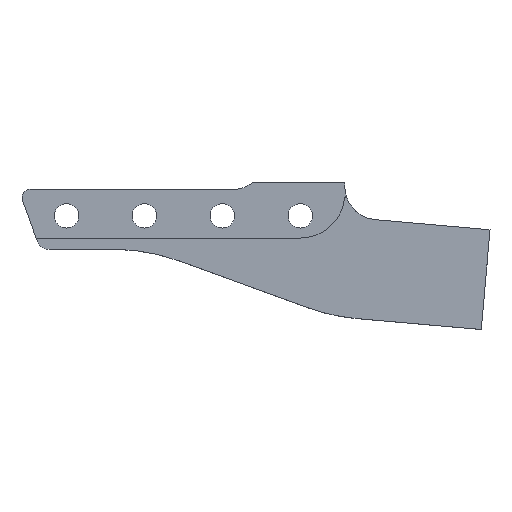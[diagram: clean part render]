
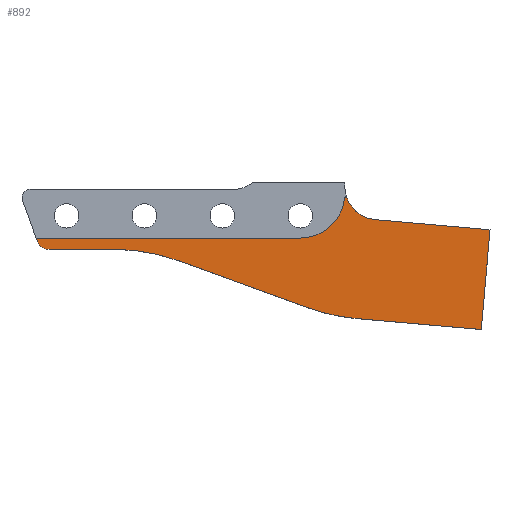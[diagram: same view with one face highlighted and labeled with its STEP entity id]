
A CAD part, top view. The second image highlights one B-rep face of the part: STEP entity #892.
In plain terms, the highlighted planar face has unit normal (0, 0, 1).
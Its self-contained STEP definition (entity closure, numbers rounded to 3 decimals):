
#8 = ORIENTED_EDGE ( 'NONE', *, *, #194, .T. ) ;
#13 = ORIENTED_EDGE ( 'NONE', *, *, #395, .F. ) ;
#27 = VERTEX_POINT ( 'NONE', #1256 ) ;
#41 = DIRECTION ( 'NONE',  ( 0., 0., 1. ) ) ;
#44 = ORIENTED_EDGE ( 'NONE', *, *, #370, .T. ) ;
#48 = DIRECTION ( 'NONE',  ( 0., 0., -1. ) ) ;
#50 = ORIENTED_EDGE ( 'NONE', *, *, #565, .T. ) ;
#54 = VECTOR ( 'NONE', #1096, 1000. ) ;
#59 = CARTESIAN_POINT ( 'NONE',  ( 19.962, -6.782, 6. ) ) ;
#65 = DIRECTION ( 'NONE',  ( 1., 0., 0. ) ) ;
#75 = DIRECTION ( 'NONE',  ( 1., 0., 0. ) ) ;
#99 = EDGE_CURVE ( 'NONE', #340, #1002, #577, .T. ) ;
#113 = EDGE_CURVE ( 'NONE', #252, #340, #1075, .T. ) ;
#119 = PLANE ( 'NONE',  #304 ) ;
#132 = CARTESIAN_POINT ( 'NONE',  ( 0., -16., 6. ) ) ;
#138 = VECTOR ( 'NONE', #1141, 1000. ) ;
#157 = VERTEX_POINT ( 'NONE', #541 ) ;
#179 = LINE ( 'NONE', #351, #138 ) ;
#194 = EDGE_CURVE ( 'NONE', #251, #998, #664, .T. ) ;
#197 = LINE ( 'NONE', #879, #849 ) ;
#216 = VECTOR ( 'NONE', #524, 1000. ) ;
#218 = DIRECTION ( 'NONE',  ( -0.94, 0.342, 0. ) ) ;
#232 = FACE_OUTER_BOUND ( 'NONE', #844, .T. ) ;
#235 = VECTOR ( 'NONE', #275, 1000. ) ;
#243 = DIRECTION ( 'NONE',  ( 1., 0., 0. ) ) ;
#251 = VERTEX_POINT ( 'NONE', #1165 ) ;
#252 = VERTEX_POINT ( 'NONE', #665 ) ;
#261 = CIRCLE ( 'NONE', #317, 2. ) ;
#274 = LINE ( 'NONE', #1239, #952 ) ;
#275 = DIRECTION ( 'NONE',  ( 0.087, 0.996, 0. ) ) ;
#293 = DIRECTION ( 'NONE',  ( -0.996, 0.087, 0. ) ) ;
#301 = CIRCLE ( 'NONE', #631, 35. ) ;
#304 = AXIS2_PLACEMENT_3D ( 'NONE', #934, #919, #811 ) ;
#314 = LINE ( 'NONE', #1102, #1195 ) ;
#317 = AXIS2_PLACEMENT_3D ( 'NONE', #981, #393, #997 ) ;
#336 = CARTESIAN_POINT ( 'NONE',  ( 12., -14., 6. ) ) ;
#338 = CARTESIAN_POINT ( 'NONE',  ( 26., -4.717, 6. ) ) ;
#340 = VERTEX_POINT ( 'NONE', #746 ) ;
#347 = EDGE_CURVE ( 'NONE', #930, #1002, #942, .T. ) ;
#351 = CARTESIAN_POINT ( 'NONE',  ( -35.809, -13.034, 6. ) ) ;
#370 = EDGE_CURVE ( 'NONE', #157, #820, #1272, .T. ) ;
#383 = AXIS2_PLACEMENT_3D ( 'NONE', #1043, #647, #65 ) ;
#391 = CARTESIAN_POINT ( 'NONE',  ( 12., -14., 6. ) ) ;
#393 = DIRECTION ( 'NONE',  ( 0., 0., 1. ) ) ;
#395 = EDGE_CURVE ( 'NONE', #157, #460, #620, .T. ) ;
#427 = EDGE_CURVE ( 'NONE', #251, #1064, #274, .T. ) ;
#451 = ORIENTED_EDGE ( 'NONE', *, *, #347, .F. ) ;
#456 = CARTESIAN_POINT ( 'NONE',  ( -21.73, -51., 6. ) ) ;
#460 = VERTEX_POINT ( 'NONE', #1042 ) ;
#462 = DIRECTION ( 'NONE',  ( 1., 0., 0. ) ) ;
#475 = AXIS2_PLACEMENT_3D ( 'NONE', #1058, #41, #243 ) ;
#489 = LINE ( 'NONE', #391, #54 ) ;
#515 = EDGE_CURVE ( 'NONE', #781, #1064, #301, .T. ) ;
#524 = DIRECTION ( 'NONE',  ( -1., 0., 0. ) ) ;
#541 = CARTESIAN_POINT ( 'NONE',  ( -21.73, -16., 6. ) ) ;
#565 = EDGE_CURVE ( 'NONE', #27, #812, #179, .T. ) ;
#567 = CARTESIAN_POINT ( 'NONE',  ( 22.21, -28.478, 6. ) ) ;
#577 = CIRCLE ( 'NONE', #475, 0.2 ) ;
#586 = EDGE_CURVE ( 'NONE', #27, #930, #489, .T. ) ;
#620 = LINE ( 'NONE', #132, #216 ) ;
#631 = AXIS2_PLACEMENT_3D ( 'NONE', #964, #957, #75 ) ;
#647 = DIRECTION ( 'NONE',  ( 0., 0., 1. ) ) ;
#653 = ORIENTED_EDGE ( 'NONE', *, *, #427, .F. ) ;
#660 = EDGE_CURVE ( 'NONE', #998, #252, #197, .T. ) ;
#664 = LINE ( 'NONE', #1088, #235 ) ;
#665 = CARTESIAN_POINT ( 'NONE',  ( 25.477, -10.695, 6. ) ) ;
#713 = AXIS2_PLACEMENT_3D ( 'NONE', #456, #857, #1244 ) ;
#746 = CARTESIAN_POINT ( 'NONE',  ( 20.349, -6.734, 6. ) ) ;
#781 = VERTEX_POINT ( 'NONE', #815 ) ;
#811 = DIRECTION ( 'NONE',  ( 1., 0., 0. ) ) ;
#812 = VERTEX_POINT ( 'NONE', #1025 ) ;
#815 = CARTESIAN_POINT ( 'NONE',  ( 13.29, -26.5, 6. ) ) ;
#820 = VERTEX_POINT ( 'NONE', #1008 ) ;
#842 = ORIENTED_EDGE ( 'NONE', *, *, #898, .F. ) ;
#844 = EDGE_LOOP ( 'NONE', ( #990, #1192, #451, #1113, #50, #921, #13, #44, #842, #923, #653, #8, #1066 ) ) ;
#849 = VECTOR ( 'NONE', #293, 1000. ) ;
#857 = DIRECTION ( 'NONE',  ( 0., 0., -1. ) ) ;
#879 = CARTESIAN_POINT ( 'NONE',  ( -0.735, -8.401, 6. ) ) ;
#892 = ADVANCED_FACE ( 'NONE', ( #232 ), #119, .T. ) ;
#898 = EDGE_CURVE ( 'NONE', #781, #820, #314, .T. ) ;
#919 = DIRECTION ( 'NONE',  ( 0., 0., 1. ) ) ;
#921 = ORIENTED_EDGE ( 'NONE', *, *, #1178, .T. ) ;
#923 = ORIENTED_EDGE ( 'NONE', *, *, #515, .T. ) ;
#930 = VERTEX_POINT ( 'NONE', #336 ) ;
#934 = CARTESIAN_POINT ( 'NONE',  ( 0., 0., 6. ) ) ;
#942 = CIRCLE ( 'NONE', #383, 8. ) ;
#952 = VECTOR ( 'NONE', #1065, 1000. ) ;
#955 = CARTESIAN_POINT ( 'NONE',  ( 46.086, -12.498, 6. ) ) ;
#957 = DIRECTION ( 'NONE',  ( 0., 0., 1. ) ) ;
#964 = CARTESIAN_POINT ( 'NONE',  ( 25.261, 6.389, 6. ) ) ;
#981 = CARTESIAN_POINT ( 'NONE',  ( -33.329, -14., 6. ) ) ;
#990 = ORIENTED_EDGE ( 'NONE', *, *, #113, .T. ) ;
#997 = DIRECTION ( 'NONE',  ( 1., 0., 0. ) ) ;
#998 = VERTEX_POINT ( 'NONE', #955 ) ;
#1002 = VERTEX_POINT ( 'NONE', #59 ) ;
#1008 = CARTESIAN_POINT ( 'NONE',  ( -9.759, -18.111, 6. ) ) ;
#1025 = CARTESIAN_POINT ( 'NONE',  ( -35.209, -14.684, 6. ) ) ;
#1042 = CARTESIAN_POINT ( 'NONE',  ( -33.329, -16., 6. ) ) ;
#1043 = CARTESIAN_POINT ( 'NONE',  ( 12., -6., 6. ) ) ;
#1058 = CARTESIAN_POINT ( 'NONE',  ( 20.161, -6.801, 6. ) ) ;
#1064 = VERTEX_POINT ( 'NONE', #567 ) ;
#1065 = DIRECTION ( 'NONE',  ( -0.996, 0.087, 0. ) ) ;
#1066 = ORIENTED_EDGE ( 'NONE', *, *, #660, .T. ) ;
#1075 = CIRCLE ( 'NONE', #1194, 6. ) ;
#1088 = CARTESIAN_POINT ( 'NONE',  ( 46.821, -4.096, 6. ) ) ;
#1096 = DIRECTION ( 'NONE',  ( 1., 0., 0. ) ) ;
#1102 = CARTESIAN_POINT ( 'NONE',  ( -6.962, -19.129, 6. ) ) ;
#1113 = ORIENTED_EDGE ( 'NONE', *, *, #586, .F. ) ;
#1141 = DIRECTION ( 'NONE',  ( 0.342, -0.94, 0. ) ) ;
#1165 = CARTESIAN_POINT ( 'NONE',  ( 44.517, -30.429, 6. ) ) ;
#1178 = EDGE_CURVE ( 'NONE', #812, #460, #261, .T. ) ;
#1192 = ORIENTED_EDGE ( 'NONE', *, *, #99, .T. ) ;
#1194 = AXIS2_PLACEMENT_3D ( 'NONE', #338, #48, #462 ) ;
#1195 = VECTOR ( 'NONE', #218, 1000. ) ;
#1239 = CARTESIAN_POINT ( 'NONE',  ( -2.304, -26.333, 6. ) ) ;
#1244 = DIRECTION ( 'NONE',  ( 1., 0., 0. ) ) ;
#1256 = CARTESIAN_POINT ( 'NONE',  ( -35.457, -14., 6. ) ) ;
#1272 = CIRCLE ( 'NONE', #713, 35. ) ;
